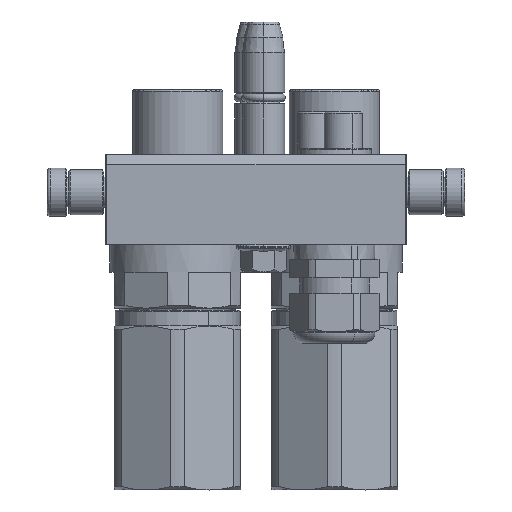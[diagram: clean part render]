
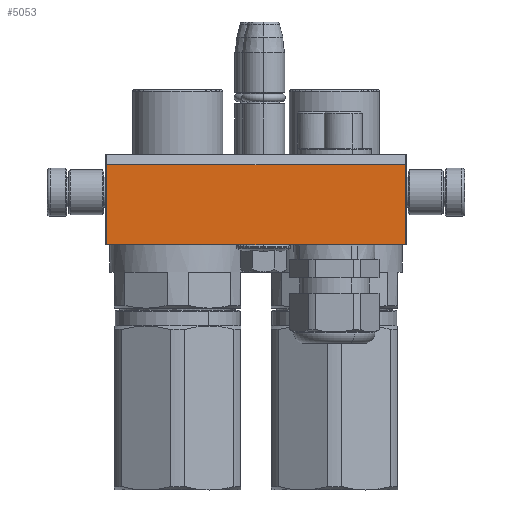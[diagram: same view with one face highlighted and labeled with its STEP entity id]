
A CAD part, left-side view. The second image highlights one B-rep face of the part: STEP entity #5053.
In plain terms, the highlighted face is planar.
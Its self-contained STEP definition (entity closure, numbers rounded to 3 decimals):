
#854 = AXIS2_PLACEMENT_3D ( 'NONE', #33904, #43252, #13474 ) ;
#2018 = CARTESIAN_POINT ( 'NONE',  ( -49.5, 11.536, 56. ) ) ;
#2579 = VERTEX_POINT ( 'NONE', #15439 ) ;
#5053 = ADVANCED_FACE ( 'NONE', ( #8840 ), #38430, .T. ) ;
#6451 = VECTOR ( 'NONE', #36667, 1000. ) ;
#7964 = VERTEX_POINT ( 'NONE', #29731 ) ;
#8380 = VERTEX_POINT ( 'NONE', #33175 ) ;
#8840 = FACE_OUTER_BOUND ( 'NONE', #32024, .T. ) ;
#11443 = ORIENTED_EDGE ( 'NONE', *, *, #26281, .F. ) ;
#11646 = ORIENTED_EDGE ( 'NONE', *, *, #52049, .T. ) ;
#11804 = LINE ( 'NONE', #2018, #6451 ) ;
#13474 = DIRECTION ( 'NONE',  ( 1., 0., 0. ) ) ;
#15439 = CARTESIAN_POINT ( 'NONE',  ( 49.5, 11.536, 56. ) ) ;
#16303 = ORIENTED_EDGE ( 'NONE', *, *, #56990, .T. ) ;
#19541 = VERTEX_POINT ( 'NONE', #36011 ) ;
#20014 = DIRECTION ( 'NONE',  ( 1., 0., 0. ) ) ;
#26281 = EDGE_CURVE ( 'NONE', #19541, #2579, #11804, .T. ) ;
#29731 = CARTESIAN_POINT ( 'NONE',  ( -49.5, -15., 56. ) ) ;
#30706 = EDGE_CURVE ( 'NONE', #7964, #19541, #53355, .T. ) ;
#32024 = EDGE_LOOP ( 'NONE', ( #11646, #16303, #11443, #59000 ) ) ;
#33175 = CARTESIAN_POINT ( 'NONE',  ( 49.5, -15., 56. ) ) ;
#33904 = CARTESIAN_POINT ( 'NONE',  ( -50., -15., 56. ) ) ;
#36011 = CARTESIAN_POINT ( 'NONE',  ( -49.5, 11.536, 56. ) ) ;
#36667 = DIRECTION ( 'NONE',  ( 1., 0., 0. ) ) ;
#37406 = VECTOR ( 'NONE', #47359, 1000. ) ;
#37923 = VECTOR ( 'NONE', #20014, 1000. ) ;
#38430 = PLANE ( 'NONE',  #854 ) ;
#39496 = LINE ( 'NONE', #40453, #37923 ) ;
#40145 = VECTOR ( 'NONE', #58953, 1000. ) ;
#40453 = CARTESIAN_POINT ( 'NONE',  ( -49.5, -15., 56. ) ) ;
#43252 = DIRECTION ( 'NONE',  ( 0., 0., 1. ) ) ;
#47146 = CARTESIAN_POINT ( 'NONE',  ( 49.5, -15., 56. ) ) ;
#47359 = DIRECTION ( 'NONE',  ( 0., 1., 0. ) ) ;
#52049 = EDGE_CURVE ( 'NONE', #7964, #8380, #39496, .T. ) ;
#53355 = LINE ( 'NONE', #59162, #40145 ) ;
#56990 = EDGE_CURVE ( 'NONE', #8380, #2579, #57614, .T. ) ;
#57614 = LINE ( 'NONE', #47146, #37406 ) ;
#58953 = DIRECTION ( 'NONE',  ( 0., 1., 0. ) ) ;
#59000 = ORIENTED_EDGE ( 'NONE', *, *, #30706, .F. ) ;
#59162 = CARTESIAN_POINT ( 'NONE',  ( -49.5, -15., 56. ) ) ;
